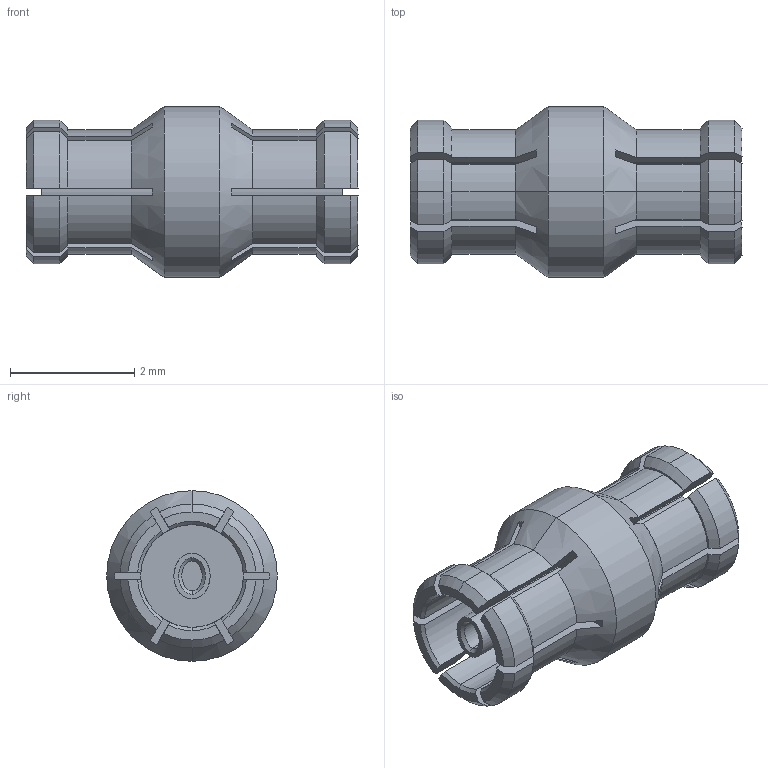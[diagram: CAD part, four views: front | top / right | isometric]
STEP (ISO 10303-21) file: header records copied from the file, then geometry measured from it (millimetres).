
FILE_DESCRIPTION (( 'STEP AP203' ), '1' );
FILE_NAME ('PE91069.step', '2018-10-19T16:51:04', ( '' ), ( '' ), 'SwSTEP 2.0', 'SolidWorks 2017', '' );
FILE_SCHEMA (( 'CONFIG_CONTROL_DESIGN' ));
Length unit declared in the file: inch
Products named in the file (1): PE91069
Bounding box: 5.33 x 2.74 x 2.74 mm (x, y, z)
Volume: 12.1 mm3; surface area: 90.6 mm2
Topology: 1 solids, 1 shells, 172 faces, 484 edges, 318 vertices
Faces by surface type: plane 66, cone 60, cylinder 34, bspline 12
Entity records: 7727 total; most frequent: CARTESIAN_POINT 3377, ORIENTED_EDGE 968, DIRECTION 828, EDGE_CURVE 484, AXIS2_PLACEMENT_3D 327, VERTEX_POINT 318, EDGE_LOOP 176, VECTOR 174
